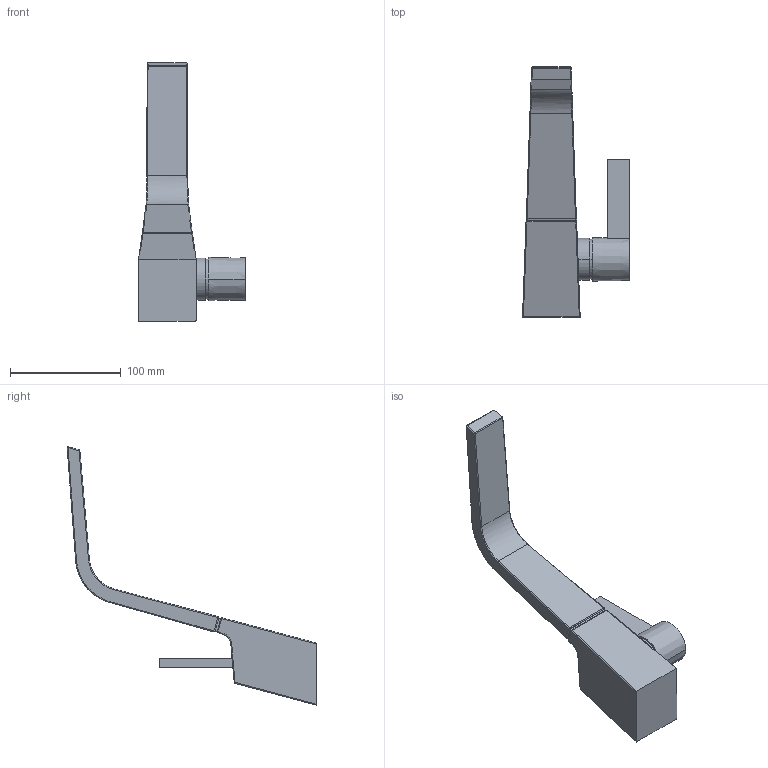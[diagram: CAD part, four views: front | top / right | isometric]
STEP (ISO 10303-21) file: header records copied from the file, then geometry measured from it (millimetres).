
FILE_DESCRIPTION (( 'STEP AP203' ), '1' );
FILE_NAME ('33521705-00.STEP', '2018-07-03T14:59:43', ( '' ), ( '' ), 'SwSTEP 2.0', 'SolidWorks 2017', '' );
FILE_SCHEMA (( 'CONFIG_CONTROL_DESIGN' ));
Length unit declared in the file: millimetre
Products named in the file (5): Planungsmodell_Koerper-+-09.19.70.001.90-01_091970001-00; Planungsmodell_Auslauf-+-09.11.70.001.90-01_091170001-00; Planungsmodell_Hebel-+-09.20.87.004-01_-_K1; Planungsmodell_Haube-+-09.28.30.029.90-01_K1; 33521705-00
Assembly tree (4 placements, depth 2):
  33521705-00
    Planungsmodell_Koerper-+-09.19.70.001.90-01_091970001-00
    Planungsmodell_Auslauf-+-09.11.70.001.90-01_091170001-00
    Planungsmodell_Hebel-+-09.20.87.004-01_-_K1
    Planungsmodell_Haube-+-09.28.30.029.90-01_K1
Bounding box: 96.49 x 225.19 x 233.08 mm (x, y, z)
Volume: 412066.2 mm3; surface area: 63574.3 mm2
Topology: 4 solids, 4 shells, 106 faces, 237 edges, 135 vertices
Faces by surface type: cylinder 39, plane 29, sphere 24, bspline 6, torus 6, cone 2
Entity records: 3551 total; most frequent: CARTESIAN_POINT 748, DIRECTION 531, ORIENTED_EDGE 454, EDGE_CURVE 227, AXIS2_PLACEMENT_3D 218, VERTEX_POINT 131, CIRCLE 111, EDGE_LOOP 108
